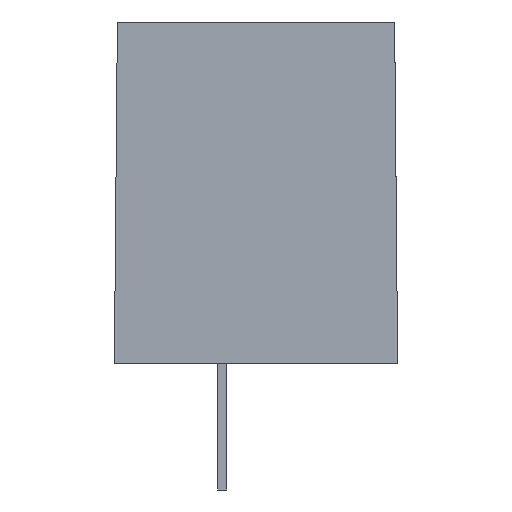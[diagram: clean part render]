
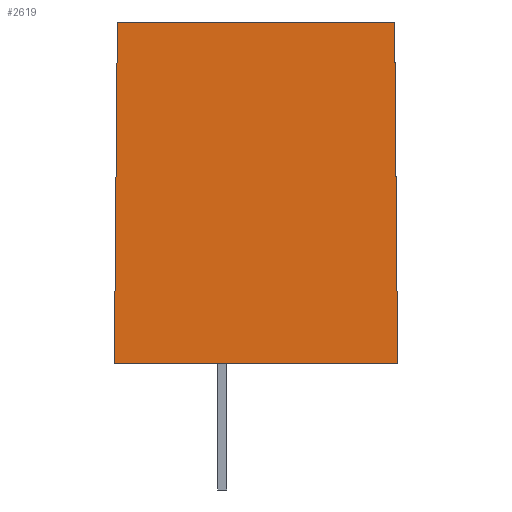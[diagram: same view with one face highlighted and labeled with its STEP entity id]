
A CAD part, left-side view. The second image highlights one B-rep face of the part: STEP entity #2619.
In plain terms, the highlighted planar face has unit normal (-1, 0, 0.009).
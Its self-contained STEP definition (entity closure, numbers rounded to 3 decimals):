
#223=PLANE('',#2787);
#314=FACE_OUTER_BOUND('',#480,.T.);
#480=EDGE_LOOP('',(#1953,#1954,#1955,#1956));
#635=LINE('',#3346,#904);
#701=LINE('',#4175,#970);
#702=LINE('',#4178,#971);
#703=LINE('',#4179,#972);
#904=VECTOR('',#2886,1000.);
#970=VECTOR('',#2962,1000.);
#971=VECTOR('',#2965,1000.);
#972=VECTOR('',#2966,1000.);
#1176=VERTEX_POINT('',#3343);
#1177=VERTEX_POINT('',#3345);
#1280=VERTEX_POINT('',#4173);
#1281=VERTEX_POINT('',#4177);
#1439=EDGE_CURVE('',#1176,#1177,#635,.T.);
#1548=EDGE_CURVE('',#1176,#1280,#701,.T.);
#1549=EDGE_CURVE('',#1280,#1281,#702,.T.);
#1550=EDGE_CURVE('',#1177,#1281,#703,.T.);
#1953=ORIENTED_EDGE('',*,*,#1549,.T.);
#1954=ORIENTED_EDGE('',*,*,#1550,.F.);
#1955=ORIENTED_EDGE('',*,*,#1439,.F.);
#1956=ORIENTED_EDGE('',*,*,#1548,.T.);
#2619=ADVANCED_FACE('',(#314),#223,.T.);
#2787=AXIS2_PLACEMENT_3D('',#4176,#2963,#2964);
#2886=DIRECTION('',(-0.009,-0.009,-1.));
#2962=DIRECTION('',(0.,1.,0.));
#2963=DIRECTION('center_axis',(-1.,0.,
0.009));
#2964=DIRECTION('ref_axis',(-0.009,0.,-1.));
#2965=DIRECTION('',(-0.009,0.009,-1.));
#2966=DIRECTION('',(0.,1.,0.));
#3343=CARTESIAN_POINT('',(-10.803,-4.507,11.1));
#3345=CARTESIAN_POINT('',(-10.9,-4.604,0.));
#3346=CARTESIAN_POINT('',(-10.9,-4.604,0.));
#4173=CARTESIAN_POINT('',(-10.803,4.499,11.1));
#4175=CARTESIAN_POINT('',(-10.803,-4.604,11.1));
#4176=CARTESIAN_POINT('Origin',(-10.9,-4.604,0.));
#4177=CARTESIAN_POINT('',(-10.9,4.596,0.));
#4178=CARTESIAN_POINT('',(-10.899,4.595,0.08));
#4179=CARTESIAN_POINT('',(-10.9,-4.604,0.));
